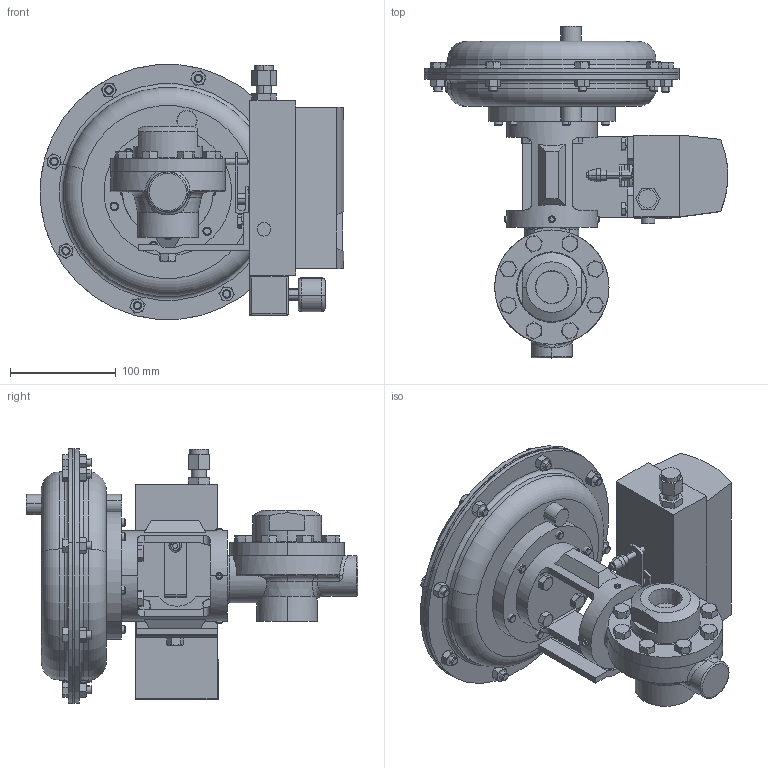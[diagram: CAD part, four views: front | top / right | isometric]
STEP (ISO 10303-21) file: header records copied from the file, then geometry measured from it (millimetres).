
FILE_DESCRIPTION (( 'STEP AP203' ), '1' );
FILE_NAME ('70SP-100-CS+S6-PT-35M-16IQ.STEP', '2017-09-11T17:33:17', ( '' ), ( '' ), 'SwSTEP 2.0', 'SolidWorks 2014', '' );
FILE_SCHEMA (( 'CONFIG_CONTROL_DESIGN' ));
Length unit declared in the file: inch
Products named in the file (1): 70SP-100-CS+S6-PT-35M-16IQ
Bounding box: 286.54 x 313.22 x 240.92 mm (x, y, z)
Volume: 3516906.8 mm3; surface area: 603164.6 mm2
Topology: 53 solids, 56 shells, 1060 faces, 2315 edges, 1402 vertices
Faces by surface type: plane 488, cone 361, cylinder 170, torus 29, bspline 8, sphere 4
Entity records: 31703 total; most frequent: CARTESIAN_POINT 9345, ORIENTED_EDGE 4582, DIRECTION 4538, EDGE_CURVE 2291, AXIS2_PLACEMENT_3D 1793, VERTEX_POINT 1392, EDGE_LOOP 1117, FACE_OUTER_BOUND 1060
